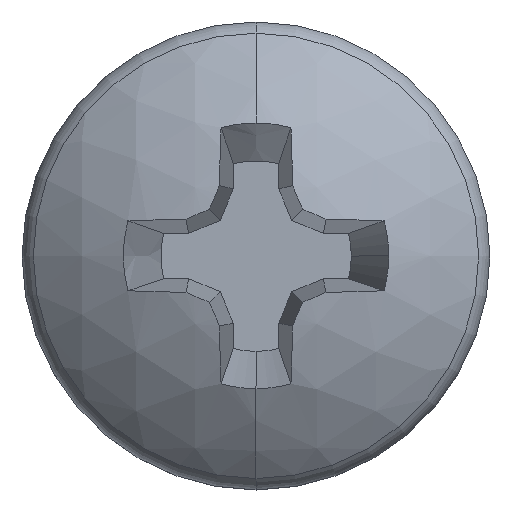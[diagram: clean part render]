
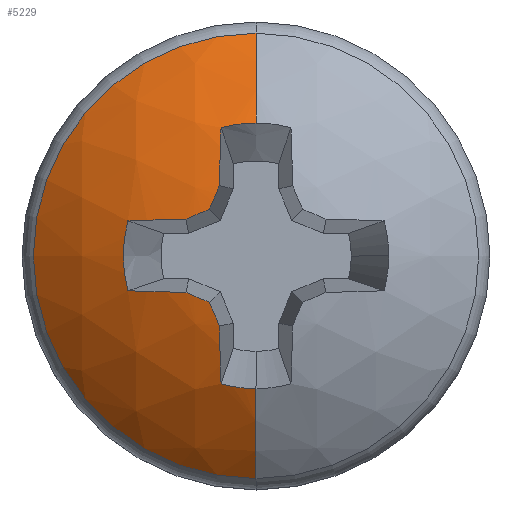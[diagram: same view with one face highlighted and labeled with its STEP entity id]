
A CAD part, top view. The second image highlights one B-rep face of the part: STEP entity #5229.
In plain terms, the highlighted spherical face has radius 3.478 mm.
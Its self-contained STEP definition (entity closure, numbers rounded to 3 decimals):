
#136 = CARTESIAN_POINT ( 'NONE',  ( -0.748, -0.391, 16.016 ) ) ;
#251 = CARTESIAN_POINT ( 'NONE',  ( 0., 0., 15.179 ) ) ;
#292 = VERTEX_POINT ( 'NONE', #8291 ) ;
#335 = DIRECTION ( 'NONE',  ( 0., -0.087, -0.996 ) ) ;
#415 = ORIENTED_EDGE ( 'NONE', *, *, #1757, .F. ) ;
#429 = CARTESIAN_POINT ( 'NONE',  ( 0., 0., 12.642 ) ) ;
#449 = CARTESIAN_POINT ( 'NONE',  ( -0.323, 0.134, 12.611 ) ) ;
#597 = DIRECTION ( 'NONE',  ( 0., 1., 0. ) ) ;
#643 = CARTESIAN_POINT ( 'NONE',  ( 0., 0., 15.817 ) ) ;
#648 = ORIENTED_EDGE ( 'NONE', *, *, #6982, .T. ) ;
#666 = SPHERICAL_SURFACE ( 'NONE', #5355, 3.478 ) ;
#674 = AXIS2_PLACEMENT_3D ( 'NONE', #4789, #1251, #6991 ) ;
#691 = CIRCLE ( 'NONE', #5518, 3.477 ) ;
#984 = AXIS2_PLACEMENT_3D ( 'NONE', #3934, #1854, #8303 ) ;
#1127 = CIRCLE ( 'NONE', #1872, 1.419 ) ;
#1251 = DIRECTION ( 'NONE',  ( 0.381, 0.92, 0.087 ) ) ;
#1263 = AXIS2_PLACEMENT_3D ( 'NONE', #5089, #9216, #9269 ) ;
#1284 = CARTESIAN_POINT ( 'NONE',  ( -0.134, 0.323, 12.611 ) ) ;
#1355 = VERTEX_POINT ( 'NONE', #2755 ) ;
#1507 = CARTESIAN_POINT ( 'NONE',  ( 0., -0.095, 12.634 ) ) ;
#1677 = CARTESIAN_POINT ( 'NONE',  ( 0., 0., 15.817 ) ) ;
#1757 = EDGE_CURVE ( 'NONE', #4659, #8791, #9208, .T. ) ;
#1854 = DIRECTION ( 'NONE',  ( 1., 0., 0. ) ) ;
#1872 = AXIS2_PLACEMENT_3D ( 'NONE', #643, #7036, #597 ) ;
#1880 = CIRCLE ( 'NONE', #6706, 3.46 ) ;
#1913 = EDGE_CURVE ( 'NONE', #8791, #4712, #3214, .T. ) ;
#1932 = VERTEX_POINT ( 'NONE', #8952 ) ;
#1942 = DIRECTION ( 'NONE',  ( 0.92, -0.381, 0.087 ) ) ;
#2102 = CARTESIAN_POINT ( 'NONE',  ( -0.095, 0., 12.634 ) ) ;
#2294 = CARTESIAN_POINT ( 'NONE',  ( 0., -1.419, 15.817 ) ) ;
#2343 = ORIENTED_EDGE ( 'NONE', *, *, #5770, .F. ) ;
#2755 = CARTESIAN_POINT ( 'NONE',  ( 0., 2.379, 15.179 ) ) ;
#2770 = CARTESIAN_POINT ( 'NONE',  ( -0.323, -0.134, 12.611 ) ) ;
#2792 = DIRECTION ( 'NONE',  ( 0.381, -0.92, 0.087 ) ) ;
#3004 = VERTEX_POINT ( 'NONE', #136 ) ;
#3079 = EDGE_CURVE ( 'NONE', #8417, #3004, #3225, .T. ) ;
#3214 = CIRCLE ( 'NONE', #8452, 3.477 ) ;
#3225 = CIRCLE ( 'NONE', #3822, 3.477 ) ;
#3302 = ORIENTED_EDGE ( 'NONE', *, *, #3079, .F. ) ;
#3436 = ORIENTED_EDGE ( 'NONE', *, *, #8604, .F. ) ;
#3537 = CIRCLE ( 'NONE', #4738, 3.46 ) ;
#3550 = DIRECTION ( 'NONE',  ( -1., 0., 0. ) ) ;
#3608 = ORIENTED_EDGE ( 'NONE', *, *, #8832, .F. ) ;
#3789 = CARTESIAN_POINT ( 'NONE',  ( -0.391, -0.748, 16.016 ) ) ;
#3822 = AXIS2_PLACEMENT_3D ( 'NONE', #1507, #8743, #8654 ) ;
#3824 = CIRCLE ( 'NONE', #1263, 1.419 ) ;
#3857 = AXIS2_PLACEMENT_3D ( 'NONE', #251, #8764, #8109 ) ;
#3934 = CARTESIAN_POINT ( 'NONE',  ( 0., 0., 12.642 ) ) ;
#3985 = CIRCLE ( 'NONE', #8185, 3.477 ) ;
#4015 = CARTESIAN_POINT ( 'NONE',  ( 0., 0.095, 12.634 ) ) ;
#4038 = EDGE_CURVE ( 'NONE', #4712, #8417, #3824, .T. ) ;
#4186 = DIRECTION ( 'NONE',  ( 0.087, 0., -0.996 ) ) ;
#4408 = ORIENTED_EDGE ( 'NONE', *, *, #7494, .F. ) ;
#4445 = ORIENTED_EDGE ( 'NONE', *, *, #5863, .F. ) ;
#4451 = CIRCLE ( 'NONE', #8339, 1.419 ) ;
#4538 = CARTESIAN_POINT ( 'NONE',  ( -0.095, 0., 12.634 ) ) ;
#4561 = AXIS2_PLACEMENT_3D ( 'NONE', #1284, #2792, #4921 ) ;
#4659 = VERTEX_POINT ( 'NONE', #5502 ) ;
#4712 = VERTEX_POINT ( 'NONE', #7878 ) ;
#4738 = AXIS2_PLACEMENT_3D ( 'NONE', #2770, #4950, #7805 ) ;
#4744 = CARTESIAN_POINT ( 'NONE',  ( -0.374, 1.369, 15.817 ) ) ;
#4789 = CARTESIAN_POINT ( 'NONE',  ( -0.134, -0.323, 12.611 ) ) ;
#4879 = CARTESIAN_POINT ( 'NONE',  ( -0.374, -1.369, 15.817 ) ) ;
#4910 = DIRECTION ( 'NONE',  ( 0., -1., 0. ) ) ;
#4921 = DIRECTION ( 'NONE',  ( 0.924, 0.383, 0. ) ) ;
#4942 = VERTEX_POINT ( 'NONE', #3789 ) ;
#4950 = DIRECTION ( 'NONE',  ( 0.92, 0.381, 0.087 ) ) ;
#4963 = CARTESIAN_POINT ( 'NONE',  ( 0., 0., 12.642 ) ) ;
#4987 = DIRECTION ( 'NONE',  ( 0.996, 0., 0.087 ) ) ;
#5089 = CARTESIAN_POINT ( 'NONE',  ( 0., 0., 15.817 ) ) ;
#5229 = ADVANCED_FACE ( 'NONE', ( #9231 ), #666, .T. ) ;
#5355 = AXIS2_PLACEMENT_3D ( 'NONE', #4963, #3550, #7821 ) ;
#5502 = CARTESIAN_POINT ( 'NONE',  ( -0.498, 0.498, 16.048 ) ) ;
#5518 = AXIS2_PLACEMENT_3D ( 'NONE', #2102, #4987, #4186 ) ;
#5569 = EDGE_CURVE ( 'NONE', #6276, #6153, #1127, .T. ) ;
#5718 = EDGE_CURVE ( 'NONE', #7887, #7666, #4451, .T. ) ;
#5770 = EDGE_CURVE ( 'NONE', #1355, #7887, #7595, .T. ) ;
#5830 = DIRECTION ( 'NONE',  ( 0., 0., 1. ) ) ;
#5863 = EDGE_CURVE ( 'NONE', #1932, #4659, #1880, .T. ) ;
#5868 = ORIENTED_EDGE ( 'NONE', *, *, #5718, .F. ) ;
#6115 = CARTESIAN_POINT ( 'NONE',  ( -0.748, 0.391, 16.016 ) ) ;
#6121 = ORIENTED_EDGE ( 'NONE', *, *, #4038, .F. ) ;
#6153 = VERTEX_POINT ( 'NONE', #2294 ) ;
#6174 = DIRECTION ( 'NONE',  ( 0., -0.996, 0.087 ) ) ;
#6192 = DIRECTION ( 'NONE',  ( 0.383, 0.924, 0. ) ) ;
#6276 = VERTEX_POINT ( 'NONE', #4879 ) ;
#6522 = DIRECTION ( 'NONE',  ( 0.996, 0., 0.087 ) ) ;
#6558 = CIRCLE ( 'NONE', #3857, 2.379 ) ;
#6626 = DIRECTION ( 'NONE',  ( -1., 0., 0. ) ) ;
#6706 = AXIS2_PLACEMENT_3D ( 'NONE', #449, #1942, #6192 ) ;
#6818 = EDGE_CURVE ( 'NONE', #1355, #292, #6558, .T. ) ;
#6839 = ORIENTED_EDGE ( 'NONE', *, *, #5569, .F. ) ;
#6842 = VERTEX_POINT ( 'NONE', #8064 ) ;
#6876 = DIRECTION ( 'NONE',  ( -1., 0., 0. ) ) ;
#6982 = EDGE_CURVE ( 'NONE', #292, #6153, #7750, .T. ) ;
#6991 = DIRECTION ( 'NONE',  ( -0.924, 0.383, 0. ) ) ;
#7036 = DIRECTION ( 'NONE',  ( 0., 0., 1. ) ) ;
#7085 = ORIENTED_EDGE ( 'NONE', *, *, #7923, .F. ) ;
#7494 = EDGE_CURVE ( 'NONE', #7666, #1932, #691, .T. ) ;
#7531 = DIRECTION ( 'NONE',  ( 0.087, 0., -0.996 ) ) ;
#7595 = CIRCLE ( 'NONE', #984, 3.478 ) ;
#7618 = CARTESIAN_POINT ( 'NONE',  ( -1.369, -0.374, 15.817 ) ) ;
#7666 = VERTEX_POINT ( 'NONE', #4744 ) ;
#7750 = CIRCLE ( 'NONE', #8956, 3.478 ) ;
#7805 = DIRECTION ( 'NONE',  ( -0.383, 0.924, 0. ) ) ;
#7821 = DIRECTION ( 'NONE',  ( 0., 1., 0. ) ) ;
#7878 = CARTESIAN_POINT ( 'NONE',  ( -1.369, 0.374, 15.817 ) ) ;
#7887 = VERTEX_POINT ( 'NONE', #8199 ) ;
#7923 = EDGE_CURVE ( 'NONE', #4942, #6276, #3985, .T. ) ;
#8064 = CARTESIAN_POINT ( 'NONE',  ( -0.498, -0.498, 16.048 ) ) ;
#8084 = EDGE_LOOP ( 'NONE', ( #8256, #648, #6839, #7085, #3436, #3608, #3302, #6121, #8160, #415, #4445, #4408, #5868, #2343 ) ) ;
#8109 = DIRECTION ( 'NONE',  ( 0., -1., 0. ) ) ;
#8160 = ORIENTED_EDGE ( 'NONE', *, *, #1913, .F. ) ;
#8185 = AXIS2_PLACEMENT_3D ( 'NONE', #4538, #6522, #7531 ) ;
#8199 = CARTESIAN_POINT ( 'NONE',  ( 0., 1.419, 15.817 ) ) ;
#8256 = ORIENTED_EDGE ( 'NONE', *, *, #6818, .T. ) ;
#8291 = CARTESIAN_POINT ( 'NONE',  ( 0., -2.379, 15.179 ) ) ;
#8303 = DIRECTION ( 'NONE',  ( 0., 0., -1. ) ) ;
#8339 = AXIS2_PLACEMENT_3D ( 'NONE', #1677, #5830, #6626 ) ;
#8417 = VERTEX_POINT ( 'NONE', #7618 ) ;
#8452 = AXIS2_PLACEMENT_3D ( 'NONE', #4015, #6174, #335 ) ;
#8604 = EDGE_CURVE ( 'NONE', #6842, #4942, #3537, .T. ) ;
#8654 = DIRECTION ( 'NONE',  ( 0., -0.087, 0.996 ) ) ;
#8743 = DIRECTION ( 'NONE',  ( 0., 0.996, 0.087 ) ) ;
#8764 = DIRECTION ( 'NONE',  ( 0., 0., 1. ) ) ;
#8791 = VERTEX_POINT ( 'NONE', #6115 ) ;
#8832 = EDGE_CURVE ( 'NONE', #3004, #6842, #9087, .T. ) ;
#8952 = CARTESIAN_POINT ( 'NONE',  ( -0.391, 0.748, 16.016 ) ) ;
#8956 = AXIS2_PLACEMENT_3D ( 'NONE', #429, #6876, #4910 ) ;
#9087 = CIRCLE ( 'NONE', #674, 3.46 ) ;
#9208 = CIRCLE ( 'NONE', #4561, 3.46 ) ;
#9216 = DIRECTION ( 'NONE',  ( 0., 0., 1. ) ) ;
#9231 = FACE_OUTER_BOUND ( 'NONE', #8084, .T. ) ;
#9269 = DIRECTION ( 'NONE',  ( -1., 0., 0. ) ) ;
